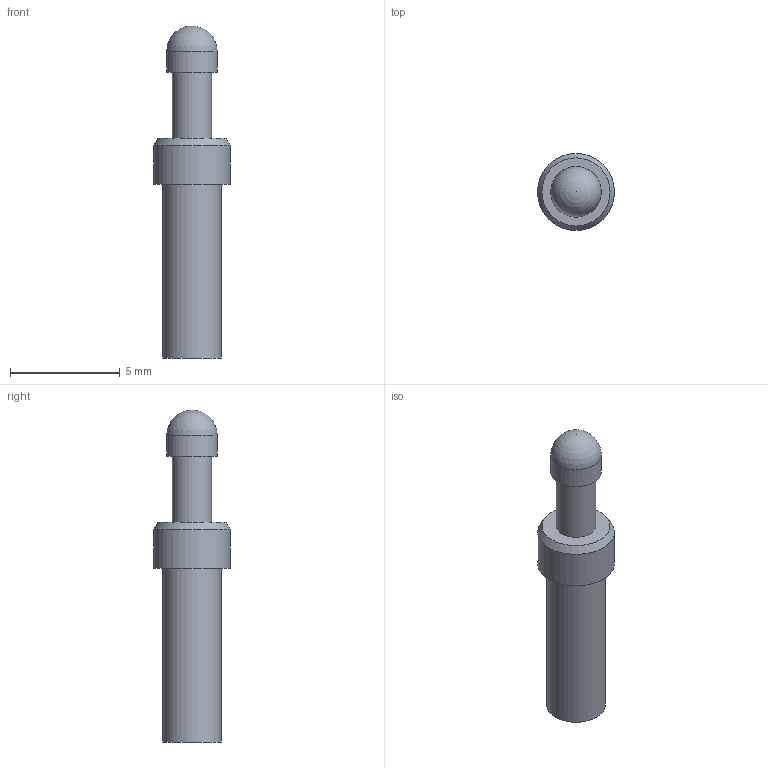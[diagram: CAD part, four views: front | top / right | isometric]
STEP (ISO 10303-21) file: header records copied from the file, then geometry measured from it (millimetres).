
FILE_DESCRIPTION(/* description */ ('10106052_Batt GND Contact'),/* implementation_level */ '2;1');
FILE_NAME(/* name */ '10106052_Batt GND Contact-recenter.stp',/* time_stamp */ '2020-04-16T12:14:02-04:00',/* author */ ('huesof'),/* organization */ (''),/* preprocessor_version */ 'ST-DEVELOPER v18',/* originating_system */ 'Autodesk Inventor 2020',/* authorisation */ '');
FILE_SCHEMA (('AUTOMOTIVE_DESIGN { 1 0 10303 214 3 1 1 }'));
Length unit declared in the file: millimetre
Products named in the file (1): 10106052_Batt GND Contact-recenter
Bounding box: 3.5 x 3.5 x 15.1 mm (x, y, z)
Volume: 78.2 mm3; surface area: 137.6 mm2
Topology: 1 solids, 1 shells, 10 faces, 17 edges, 11 vertices
Faces by surface type: plane 4, cylinder 4, sphere 1, cone 1
Full cylindrical faces by diameter (mm): 1.8 x1, 2.3 x1, 2.65 x1, 3.5 x1
Entity records: 280 total; most frequent: DIRECTION 49, CARTESIAN_POINT 38, ORIENTED_EDGE 32, AXIS2_PLACEMENT_3D 22, EDGE_CURVE 16, EDGE_LOOP 13, CIRCLE 11, VERTEX_POINT 11
